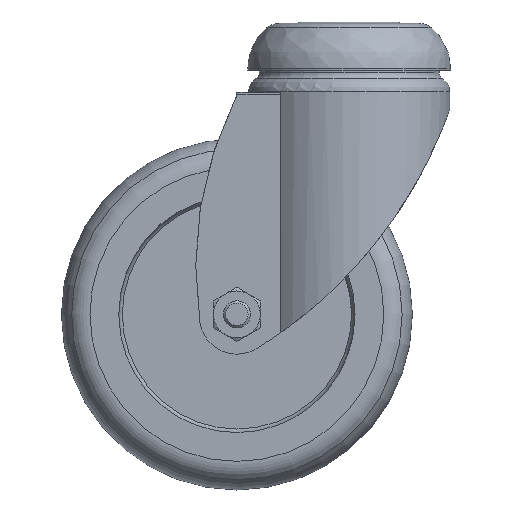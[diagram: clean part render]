
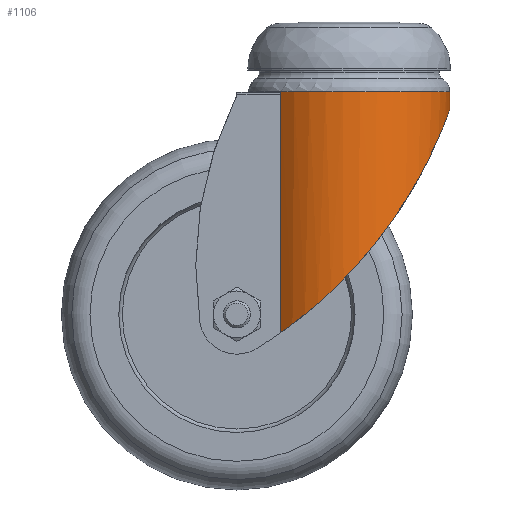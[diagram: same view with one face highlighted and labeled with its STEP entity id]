
A CAD part, top view. The second image highlights one B-rep face of the part: STEP entity #1106.
In plain terms, the highlighted cylindrical face has radius 21.5 mm (diameter 43 mm), a full revolution.
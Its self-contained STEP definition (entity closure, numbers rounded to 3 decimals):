
#955=CARTESIAN_POINT('',(14.635,-66.388,15.75));
#956=VERTEX_POINT('',#955);
#964=CARTESIAN_POINT('',(14.635,-66.388,-15.75));
#965=VERTEX_POINT('',#964);
#966=CARTESIAN_POINT('',(14.635,-66.388,-15.75));
#967=CARTESIAN_POINT('',(13.875,-65.85,-16.456));
#968=CARTESIAN_POINT('',(13.07,-65.263,-17.102));
#969=CARTESIAN_POINT('',(10.923,-63.644,-18.587));
#970=CARTESIAN_POINT('',(9.536,-62.546,-19.329));
#971=CARTESIAN_POINT('',(6.736,-60.191,-20.474));
#972=CARTESIAN_POINT('',(5.32,-58.933,-20.878));
#973=CARTESIAN_POINT('',(2.573,-56.343,-21.391));
#974=CARTESIAN_POINT('',(1.241,-55.012,-21.5));
#975=CARTESIAN_POINT('',(-1.69,-51.92,-21.5));
#976=CARTESIAN_POINT('',(-3.373,-50.01,-21.299));
#977=CARTESIAN_POINT('',(-6.609,-46.027,-20.527));
#978=CARTESIAN_POINT('',(-8.162,-43.953,-19.956));
#979=CARTESIAN_POINT('',(-11.059,-39.76,-18.509));
#980=CARTESIAN_POINT('',(-12.403,-37.638,-17.632));
#981=CARTESIAN_POINT('',(-14.835,-33.479,-15.641));
#982=CARTESIAN_POINT('',(-15.923,-31.441,-14.528));
#983=CARTESIAN_POINT('',(-17.613,-28.027,-12.388));
#984=CARTESIAN_POINT('',(-18.362,-26.409,-11.273));
#985=CARTESIAN_POINT('',(-19.683,-23.354,-8.765));
#986=CARTESIAN_POINT('',(-20.256,-21.917,-7.373));
#987=CARTESIAN_POINT('',(-20.909,-20.2,-5.074));
#988=CARTESIAN_POINT('',(-21.124,-19.615,-4.131));
#989=CARTESIAN_POINT('',(-21.421,-18.794,-2.111));
#990=CARTESIAN_POINT('',(-21.5,-18.567,-1.029));
#991=CARTESIAN_POINT('',(-21.5,-18.567,0.0));
#992=CARTESIAN_POINT('',(-21.5,-18.567,1.029));
#993=CARTESIAN_POINT('',(-21.421,-18.794,2.111));
#994=CARTESIAN_POINT('',(-21.124,-19.615,4.131));
#995=CARTESIAN_POINT('',(-20.909,-20.2,5.074));
#996=CARTESIAN_POINT('',(-20.256,-21.917,7.373));
#997=CARTESIAN_POINT('',(-19.683,-23.354,8.765));
#998=CARTESIAN_POINT('',(-18.362,-26.409,11.273));
#999=CARTESIAN_POINT('',(-17.613,-28.027,12.388));
#1000=CARTESIAN_POINT('',(-15.923,-31.441,14.528));
#1001=CARTESIAN_POINT('',(-14.835,-33.479,15.641));
#1002=CARTESIAN_POINT('',(-12.403,-37.638,17.632));
#1003=CARTESIAN_POINT('',(-11.059,-39.76,18.509));
#1004=CARTESIAN_POINT('',(-8.162,-43.953,19.956));
#1005=CARTESIAN_POINT('',(-6.609,-46.027,20.527));
#1006=CARTESIAN_POINT('',(-3.373,-50.01,21.299));
#1007=CARTESIAN_POINT('',(-1.69,-51.92,21.5));
#1008=CARTESIAN_POINT('',(1.241,-55.012,21.5));
#1009=CARTESIAN_POINT('',(2.573,-56.343,21.391));
#1010=CARTESIAN_POINT('',(5.32,-58.933,20.878));
#1011=CARTESIAN_POINT('',(6.736,-60.191,20.474));
#1012=CARTESIAN_POINT('',(9.536,-62.546,19.329));
#1013=CARTESIAN_POINT('',(10.923,-63.644,18.587));
#1014=CARTESIAN_POINT('',(13.07,-65.263,17.102));
#1015=CARTESIAN_POINT('',(13.875,-65.85,16.456));
#1016=CARTESIAN_POINT('',(14.635,-66.388,15.75));
#1017=B_SPLINE_CURVE_WITH_KNOTS('',3,(#966,#967,#968,#969,#970,#971,#972,#973,#974,#975,#976,#977,#978,#979,#980,#981,#982,#983,#984,#985,#986,#987,#988,#989,#990,#991,#992,#993,#994,#995,#996,#997,#998,#999,#1000,#1001,#1002,#1003,#1004,#1005,#1006,#1007,#1008,#1009,#1010,#1011,#1012,#1013,#1014,#1015,#1016),.UNSPECIFIED.,.F.,.U.,(4,2,2,2,2,2,2,2,2,2,2,2,3,2,2,2,2,2,2,2,2,2,2,2,4),(-6.682,-6.337,-5.796,-5.254,-4.713,-3.976,-3.239,-2.502,-1.765,-1.191,-0.617,-0.309,0.0,0.309,0.617,1.191,1.765,2.502,3.239,3.976,4.713,5.254,5.796,6.337,6.682),.UNSPECIFIED.);
#1018=EDGE_CURVE('',#965,#956,#1017,.T.);
#1030=CARTESIAN_POINT('',(0.,-15.5,0.));
#1031=DIRECTION('',(0.0,1.0,0.0));
#1032=DIRECTION('',(0.0,0.0,-1.0));
#1033=AXIS2_PLACEMENT_3D('',#1030,#1031,#1032);
#1034=CYLINDRICAL_SURFACE('',#1033,21.5);
#1035=CARTESIAN_POINT('',(21.5,-14.899,0.));
#1036=VERTEX_POINT('',#1035);
#1037=CARTESIAN_POINT('',(0.0,-14.899,0.));
#1038=DIRECTION('',(0.0,1.0,0.0));
#1039=DIRECTION('',(0.809,0.0,0.588));
#1040=AXIS2_PLACEMENT_3D('',#1037,#1038,#1039);
#1041=CIRCLE('',#1040,21.5);
#1042=EDGE_CURVE('',#1036,#1036,#1041,.F.);
#1043=ORIENTED_EDGE('',*,*,#1042,.T.);
#1044=EDGE_LOOP('',(#1043));
#1045=FACE_OUTER_BOUND('',#1044,.T.);
#1046=CARTESIAN_POINT('',(14.635,-15.5,-15.75));
#1047=VERTEX_POINT('',#1046);
#1048=CARTESIAN_POINT('',(14.635,-15.5,-15.75));
#1049=DIRECTION('',(0.0,-1.0,0.0));
#1050=VECTOR('',#1049,50.888);
#1051=LINE('',#1048,#1050);
#1052=EDGE_CURVE('',#1047,#965,#1051,.T.);
#1053=ORIENTED_EDGE('',*,*,#1052,.T.);
#1054=ORIENTED_EDGE('',*,*,#1018,.T.);
#1055=CARTESIAN_POINT('',(14.635,-15.5,15.75));
#1056=VERTEX_POINT('',#1055);
#1057=CARTESIAN_POINT('',(14.635,-15.5,15.75));
#1058=DIRECTION('',(0.0,-1.0,0.0));
#1059=VECTOR('',#1058,50.888);
#1060=LINE('',#1057,#1059);
#1061=EDGE_CURVE('',#1056,#956,#1060,.T.);
#1062=ORIENTED_EDGE('',*,*,#1061,.F.);
#1063=CARTESIAN_POINT('',(14.646,-15.5,15.74));
#1064=VERTEX_POINT('',#1063);
#1065=CARTESIAN_POINT('',(0.0,-15.5,0.0));
#1066=DIRECTION('',(0.0,1.0,0.0));
#1067=DIRECTION('',(0.0,0.0,1.0));
#1068=AXIS2_PLACEMENT_3D('',#1065,#1066,#1067);
#1069=CIRCLE('',#1068,21.5);
#1070=EDGE_CURVE('',#1056,#1064,#1069,.T.);
#1071=ORIENTED_EDGE('',*,*,#1070,.T.);
#1072=CARTESIAN_POINT('',(14.646,-14.99,15.74));
#1073=VERTEX_POINT('',#1072);
#1074=CARTESIAN_POINT('',(14.646,-14.99,15.74));
#1075=DIRECTION('',(0.0,-1.0,0.0));
#1076=VECTOR('',#1075,0.51);
#1077=LINE('',#1074,#1076);
#1078=EDGE_CURVE('',#1073,#1064,#1077,.T.);
#1079=ORIENTED_EDGE('',*,*,#1078,.F.);
#1080=CARTESIAN_POINT('',(14.646,-14.99,-15.74));
#1081=VERTEX_POINT('',#1080);
#1082=CARTESIAN_POINT('',(0.0,-14.99,0.0));
#1083=DIRECTION('',(0.0,1.0,0.0));
#1084=DIRECTION('',(0.0,0.0,1.0));
#1085=AXIS2_PLACEMENT_3D('',#1082,#1083,#1084);
#1086=CIRCLE('',#1085,21.5);
#1087=EDGE_CURVE('',#1073,#1081,#1086,.T.);
#1088=ORIENTED_EDGE('',*,*,#1087,.T.);
#1089=CARTESIAN_POINT('',(14.646,-15.5,-15.74));
#1090=VERTEX_POINT('',#1089);
#1091=CARTESIAN_POINT('',(14.646,-14.99,-15.74));
#1092=DIRECTION('',(0.0,-1.0,0.0));
#1093=VECTOR('',#1092,0.51);
#1094=LINE('',#1091,#1093);
#1095=EDGE_CURVE('',#1090,#1081,#1094,.F.);
#1096=ORIENTED_EDGE('',*,*,#1095,.F.);
#1097=CARTESIAN_POINT('',(0.0,-15.5,0.0));
#1098=DIRECTION('',(0.0,1.0,0.0));
#1099=DIRECTION('',(0.0,0.0,1.0));
#1100=AXIS2_PLACEMENT_3D('',#1097,#1098,#1099);
#1101=CIRCLE('',#1100,21.5);
#1102=EDGE_CURVE('',#1090,#1047,#1101,.T.);
#1103=ORIENTED_EDGE('',*,*,#1102,.T.);
#1104=EDGE_LOOP('',(#1053,#1054,#1062,#1071,#1079,#1088,#1096,#1103));
#1105=FACE_BOUND('',#1104,.T.);
#1106=ADVANCED_FACE('',(#1045,#1105),#1034,.T.);
